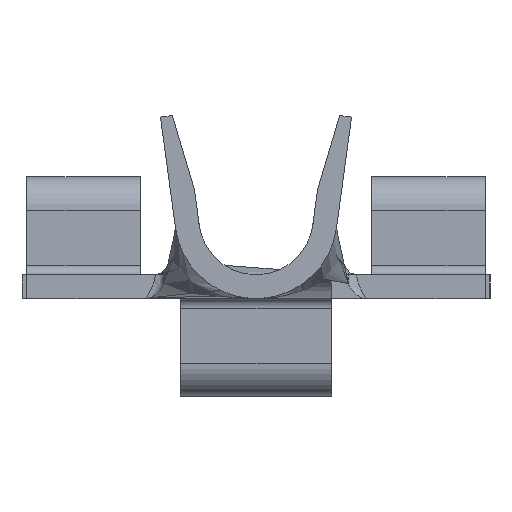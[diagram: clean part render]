
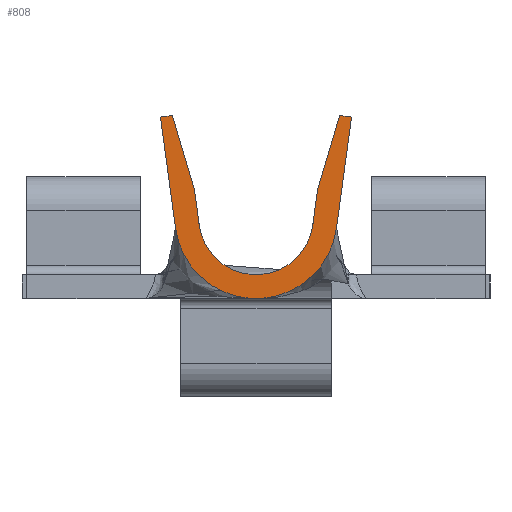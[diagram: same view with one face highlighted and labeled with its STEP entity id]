
A CAD part, left-side view. The second image highlights one B-rep face of the part: STEP entity #808.
In plain terms, the highlighted planar face has unit normal (-1, 0, 0).
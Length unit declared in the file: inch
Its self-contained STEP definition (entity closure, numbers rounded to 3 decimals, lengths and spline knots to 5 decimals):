
#11 = CARTESIAN_POINT ( 'NONE',  ( -2.09, -0.08423, 0.07359 ) ) ;
#40 = ORIENTED_EDGE ( 'NONE', *, *, #5963, .F. ) ;
#475 = CARTESIAN_POINT ( 'NONE',  ( -2.09, 0.08761, 0.19168 ) ) ;
#522 = CARTESIAN_POINT ( 'NONE',  ( -2.09, 0.05946, 0.07695 ) ) ;
#612 = EDGE_CURVE ( 'NONE', #1741, #2787, #5486, .T. ) ;
#661 = CARTESIAN_POINT ( 'NONE',  ( -2.09, 0.08761, 0.19168 ) ) ;
#664 = CARTESIAN_POINT ( 'NONE',  ( -2.09, 0.08423, 0.07359 ) ) ;
#676 = VECTOR ( 'NONE', #5409, 39.37008 ) ;
#719 = EDGE_CURVE ( 'NONE', #2787, #4921, #3391, .T. ) ;
#733 = CARTESIAN_POINT ( 'NONE',  ( -2.09, -0.08761, 0.19168 ) ) ;
#808 = ADVANCED_FACE ( 'NONE', ( #4510 ), #985, .T. ) ;
#858 = EDGE_CURVE ( 'NONE', #3504, #4058, #6792, .T. ) ;
#985 = PLANE ( 'NONE',  #5141 ) ;
#1087 = CARTESIAN_POINT ( 'NONE',  ( -2.09, 0.06449, 0.11408 ) ) ;
#1126 = ORIENTED_EDGE ( 'NONE', *, *, #1566, .F. ) ;
#1179 = EDGE_CURVE ( 'NONE', #5416, #4014, #2384, .T. ) ;
#1258 = DIRECTION ( 'NONE',  ( 0., -0.286, -0.958 ) ) ;
#1359 = DIRECTION ( 'NONE',  ( 0., -0.134, -0.991 ) ) ;
#1480 = DIRECTION ( 'NONE',  ( 0., -0.991, -0.134 ) ) ;
#1560 = DIRECTION ( 'NONE',  ( -1., 0., 0. ) ) ;
#1566 = EDGE_CURVE ( 'NONE', #4014, #6618, #5807, .T. ) ;
#1630 = DIRECTION ( 'NONE',  ( 0., -0.991, 0.134 ) ) ;
#1699 = CARTESIAN_POINT ( 'NONE',  ( -2.09, -0.1, 0.19 ) ) ;
#1706 = AXIS2_PLACEMENT_3D ( 'NONE', #5065, #1725, #5586 ) ;
#1725 = DIRECTION ( 'NONE',  ( -1., 0., 0. ) ) ;
#1741 = VERTEX_POINT ( 'NONE', #5859 ) ;
#1813 = EDGE_LOOP ( 'NONE', ( #5445, #3223, #6391, #40, #6966, #4055, #1126, #6653, #5537, #2193 ) ) ;
#1855 = VECTOR ( 'NONE', #1359, 39.37008 ) ;
#2000 = CARTESIAN_POINT ( 'NONE',  ( -2.09, 0., 0.085 ) ) ;
#2174 = DIRECTION ( 'NONE',  ( 0., 0.134, 0.991 ) ) ;
#2193 = ORIENTED_EDGE ( 'NONE', *, *, #719, .F. ) ;
#2384 = LINE ( 'NONE', #5915, #676 ) ;
#2443 = LINE ( 'NONE', #6912, #6755 ) ;
#2581 = DIRECTION ( 'NONE',  ( 0., 0., 1. ) ) ;
#2787 = VERTEX_POINT ( 'NONE', #1087 ) ;
#2831 = DIRECTION ( 'NONE',  ( 0., 0.134, -0.991 ) ) ;
#2950 = LINE ( 'NONE', #475, #5656 ) ;
#3223 = ORIENTED_EDGE ( 'NONE', *, *, #6616, .F. ) ;
#3365 = CARTESIAN_POINT ( 'NONE',  ( -2.09, -0.08761, 0.19168 ) ) ;
#3391 = LINE ( 'NONE', #6271, #1855 ) ;
#3504 = VERTEX_POINT ( 'NONE', #664 ) ;
#3571 = CIRCLE ( 'NONE', #6376, 0.085 ) ;
#3600 = DIRECTION ( 'NONE',  ( 0., -0.286, 0.958 ) ) ;
#3611 = VERTEX_POINT ( 'NONE', #5771 ) ;
#3697 = EDGE_CURVE ( 'NONE', #6618, #3611, #2443, .T. ) ;
#3704 = CARTESIAN_POINT ( 'NONE',  ( -2.09, -0.06449, 0.11408 ) ) ;
#3758 = VECTOR ( 'NONE', #2831, 39.37008 ) ;
#3825 = VECTOR ( 'NONE', #2174, 39.37008 ) ;
#4014 = VERTEX_POINT ( 'NONE', #3704 ) ;
#4055 = ORIENTED_EDGE ( 'NONE', *, *, #3697, .F. ) ;
#4058 = VERTEX_POINT ( 'NONE', #4321 ) ;
#4078 = VECTOR ( 'NONE', #3600, 39.37008 ) ;
#4092 = VECTOR ( 'NONE', #1258, 39.37008 ) ;
#4321 = CARTESIAN_POINT ( 'NONE',  ( -2.09, 0.1, 0.19 ) ) ;
#4458 = CIRCLE ( 'NONE', #1706, 0.06 ) ;
#4510 = FACE_OUTER_BOUND ( 'NONE', #1813, .T. ) ;
#4632 = VERTEX_POINT ( 'NONE', #11 ) ;
#4919 = CARTESIAN_POINT ( 'NONE',  ( -2.09, 0., 0.085 ) ) ;
#4921 = VERTEX_POINT ( 'NONE', #522 ) ;
#4966 = EDGE_CURVE ( 'NONE', #4921, #5416, #4458, .T. ) ;
#4971 = CARTESIAN_POINT ( 'NONE',  ( -2.09, -0.05946, 0.07695 ) ) ;
#5065 = CARTESIAN_POINT ( 'NONE',  ( -2.09, 0., 0.085 ) ) ;
#5141 = AXIS2_PLACEMENT_3D ( 'NONE', #4919, #1560, #5441 ) ;
#5409 = DIRECTION ( 'NONE',  ( 0., -0.134, 0.991 ) ) ;
#5416 = VERTEX_POINT ( 'NONE', #4971 ) ;
#5441 = DIRECTION ( 'NONE',  ( 0., 0., 1. ) ) ;
#5445 = ORIENTED_EDGE ( 'NONE', *, *, #612, .F. ) ;
#5486 = LINE ( 'NONE', #661, #4092 ) ;
#5496 = LINE ( 'NONE', #1699, #3758 ) ;
#5537 = ORIENTED_EDGE ( 'NONE', *, *, #4966, .F. ) ;
#5586 = DIRECTION ( 'NONE',  ( 0., 0., 1. ) ) ;
#5656 = VECTOR ( 'NONE', #1630, 39.37008 ) ;
#5771 = CARTESIAN_POINT ( 'NONE',  ( -2.09, -0.1, 0.19 ) ) ;
#5807 = LINE ( 'NONE', #733, #4078 ) ;
#5846 = DIRECTION ( 'NONE',  ( 1., 0., 0. ) ) ;
#5859 = CARTESIAN_POINT ( 'NONE',  ( -2.09, 0.08761, 0.19168 ) ) ;
#5915 = CARTESIAN_POINT ( 'NONE',  ( -2.09, -0.06449, 0.11408 ) ) ;
#5963 = EDGE_CURVE ( 'NONE', #4632, #3504, #3571, .T. ) ;
#6007 = CARTESIAN_POINT ( 'NONE',  ( -2.09, 0.1, 0.19 ) ) ;
#6271 = CARTESIAN_POINT ( 'NONE',  ( -2.09, 0.06449, 0.11408 ) ) ;
#6376 = AXIS2_PLACEMENT_3D ( 'NONE', #2000, #5846, #2581 ) ;
#6391 = ORIENTED_EDGE ( 'NONE', *, *, #858, .F. ) ;
#6616 = EDGE_CURVE ( 'NONE', #4058, #1741, #2950, .T. ) ;
#6618 = VERTEX_POINT ( 'NONE', #3365 ) ;
#6653 = ORIENTED_EDGE ( 'NONE', *, *, #1179, .F. ) ;
#6699 = EDGE_CURVE ( 'NONE', #3611, #4632, #5496, .T. ) ;
#6755 = VECTOR ( 'NONE', #1480, 39.37008 ) ;
#6792 = LINE ( 'NONE', #6007, #3825 ) ;
#6912 = CARTESIAN_POINT ( 'NONE',  ( -2.09, -0.08761, 0.19168 ) ) ;
#6966 = ORIENTED_EDGE ( 'NONE', *, *, #6699, .F. ) ;
